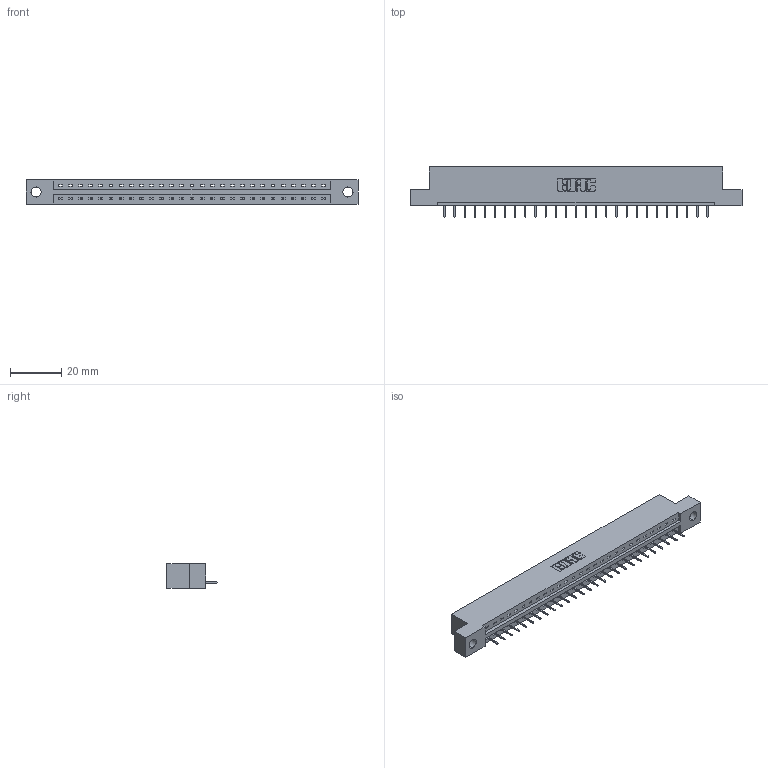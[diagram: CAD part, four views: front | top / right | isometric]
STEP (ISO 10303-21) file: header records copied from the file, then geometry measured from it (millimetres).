
FILE_DESCRIPTION (( 'STEP AP203' ), '1' );
FILE_NAME ('387-027-524-104.STEP', '2018-09-16T14:35:49', ( '' ), ( '' ), 'SwSTEP 2.0', 'SolidWorks 2016', '' );
FILE_SCHEMA (( 'CONFIG_CONTROL_DESIGN' ));
Length unit declared in the file: inch
Products named in the file (3): 337 Part_Flush Mounting Lugs - 0.156 Dia-TH; 345-292-001_345-293-124; 387-027-524-104
Assembly tree (28 placements, depth 2):
  387-027-524-104
    337 Part_Flush Mounting Lugs - 0.156 Dia-TH
    345-292-001_345-293-124  x27
Bounding box: 130 x 19.69 x 9.4 mm (x, y, z)
Volume: 13128.8 mm3; surface area: 12903.6 mm2
Topology: 28 solids, 28 shells, 1896 faces, 5495 edges, 3554 vertices
Faces by surface type: plane 1474, cylinder 422
Entity records: 22087 total; most frequent: CARTESIAN_POINT 3851, ORIENTED_EDGE 3814, DIRECTION 3273, EDGE_CURVE 1907, LINE 1783, VECTOR 1783, VERTEX_POINT 1266, AXIS2_PLACEMENT_3D 745
